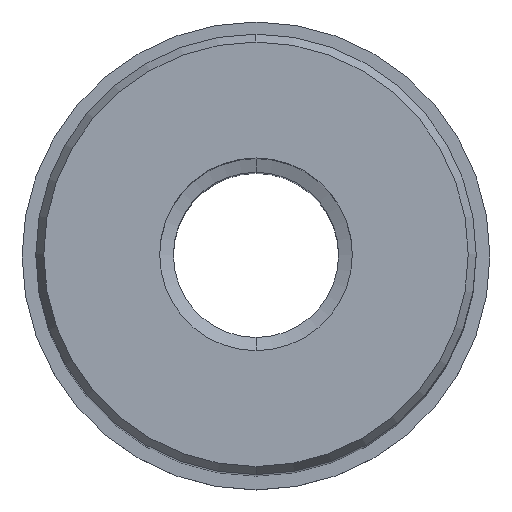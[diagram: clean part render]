
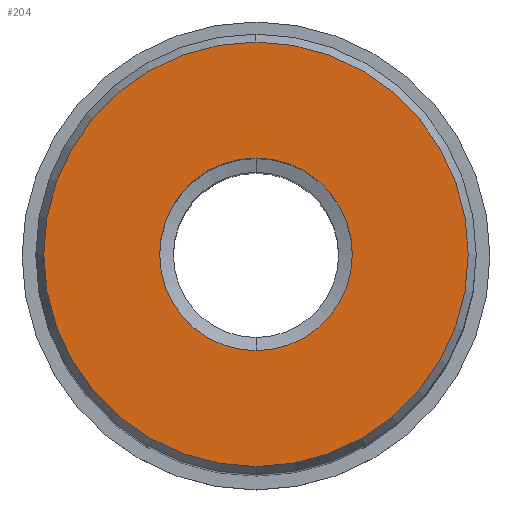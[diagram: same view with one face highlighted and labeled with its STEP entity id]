
A CAD part, top view. The second image highlights one B-rep face of the part: STEP entity #204.
In plain terms, the highlighted planar face has unit normal (0, 0, 1).
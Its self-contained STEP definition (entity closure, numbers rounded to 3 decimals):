
#132=EDGE_CURVE('NONE',#298,#196,#336,.T.);
#144=EDGE_CURVE('NONE',#196,#298,#348,.T.);
#170=VERTEX_POINT('NONE',#380);
#178=EDGE_CURVE('NONE',#206,#170,#388,.T.);
#196=VERTEX_POINT('NONE',#411);
#204=ADVANCED_FACE('NONE',(#419,#420),#421,.T.);
#206=VERTEX_POINT('NONE',#423);
#270=EDGE_CURVE('NONE',#170,#206,#491,.T.);
#298=VERTEX_POINT('NONE',#525);
#336=CIRCLE('',#558,7.711);
#348=CIRCLE('',#574,7.711);
#380=CARTESIAN_POINT('',(0.,3.5,36.0));
#388=CIRCLE('',#622,3.5);
#411=CARTESIAN_POINT('',(0.,7.711,36.0));
#419=FACE_OUTER_BOUND('',#663,.T.);
#420=FACE_BOUND('',#664,.T.);
#421=PLANE('',#665);
#423=CARTESIAN_POINT('',(0.0,-3.5,36.0));
#491=CIRCLE('',#766,3.5);
#525=CARTESIAN_POINT('',(0.0,-7.711,36.0));
#558=AXIS2_PLACEMENT_3D('',#837,#838,#839);
#574=AXIS2_PLACEMENT_3D('',#844,#845,#846);
#622=AXIS2_PLACEMENT_3D('',#890,#891,#892);
#663=EDGE_LOOP('',(#936,#937));
#664=EDGE_LOOP('',(#938,#939));
#665=AXIS2_PLACEMENT_3D('',#940,#941,#942);
#766=AXIS2_PLACEMENT_3D('',#1020,#1021,#1022);
#837=CARTESIAN_POINT('',(0.0,0.0,36.0));
#838=DIRECTION('',(0.0,0.0,-1.0));
#839=DIRECTION('',(0.0,-1.0,0.0));
#844=CARTESIAN_POINT('',(0.0,0.0,36.0));
#845=DIRECTION('',(0.0,0.0,-1.0));
#846=DIRECTION('',(0.0,-1.0,0.0));
#890=CARTESIAN_POINT('',(0.0,0.0,36.0));
#891=DIRECTION('',(0.0,0.0,-1.0));
#892=DIRECTION('',(0.0,-1.0,0.0));
#936=ORIENTED_EDGE('',*,*,#132,.F.);
#937=ORIENTED_EDGE('',*,*,#144,.F.);
#938=ORIENTED_EDGE('',*,*,#178,.T.);
#939=ORIENTED_EDGE('',*,*,#270,.T.);
#940=CARTESIAN_POINT('',(-7.711,0.0,36.0));
#941=DIRECTION('',(0.0,-0.0,1.0));
#942=DIRECTION('',(0.0,1.0,0.0));
#1020=CARTESIAN_POINT('',(0.0,0.0,36.0));
#1021=DIRECTION('',(0.0,0.0,-1.0));
#1022=DIRECTION('',(0.0,-1.0,0.0));
